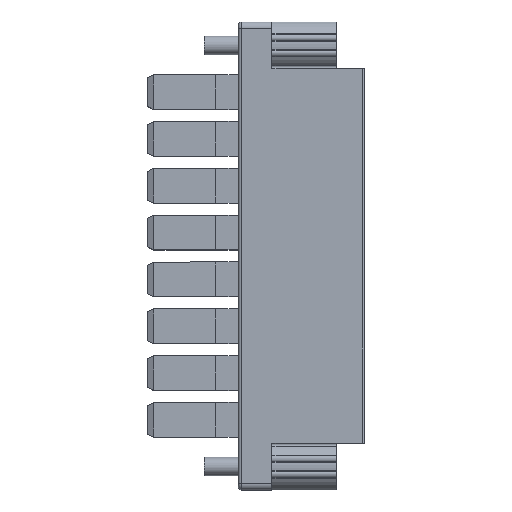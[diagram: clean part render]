
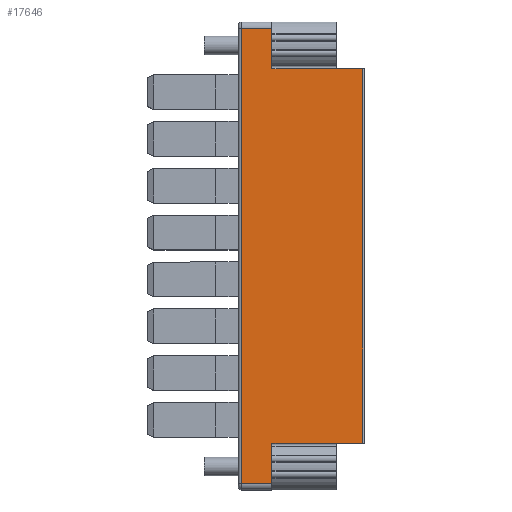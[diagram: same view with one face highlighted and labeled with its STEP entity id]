
A CAD part, top view. The second image highlights one B-rep face of the part: STEP entity #17646.
In plain terms, the highlighted planar face has unit normal (0, 0, 1).
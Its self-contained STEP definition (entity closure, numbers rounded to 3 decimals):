
#13=DIRECTION('',(1.,0.,0.));
#14=VECTOR('',#13,14.75);
#15=CARTESIAN_POINT('',(2.834,0.,9.079));
#16=LINE('',#15,#14);
#2395=DIRECTION('',(-1.,0.,0.));
#2396=VECTOR('',#2395,14.75);
#2397=CARTESIAN_POINT('',(17.584,60.91,9.079));
#2398=LINE('',#2397,#2396);
#2579=DIRECTION('',(0.,1.,0.));
#2580=VECTOR('',#2579,74.15);
#2581=CARTESIAN_POINT('',(-2.166,-6.62,
9.079));
#2582=LINE('',#2581,#2580);
#2583=DIRECTION('',(-1.,0.,0.));
#2584=VECTOR('',#2583,5.);
#2585=CARTESIAN_POINT('',(2.834,67.53,9.079));
#2586=LINE('',#2585,#2584);
#2587=DIRECTION('',(0.,-1.,0.));
#2588=VECTOR('',#2587,6.62);
#2589=CARTESIAN_POINT('',(2.834,67.53,9.079));
#2590=LINE('',#2589,#2588);
#2591=DIRECTION('',(0.,1.,0.));
#2592=VECTOR('',#2591,6.62);
#2593=CARTESIAN_POINT('',(2.834,-6.62,9.079));
#2594=LINE('',#2593,#2592);
#2595=DIRECTION('',(-1.,0.,0.));
#2596=VECTOR('',#2595,5.);
#2597=CARTESIAN_POINT('',(2.834,-6.62,9.079));
#2598=LINE('',#2597,#2596);
#3225=DIRECTION('',(0.,1.,0.));
#3226=VECTOR('',#3225,60.91);
#3227=CARTESIAN_POINT('',(17.584,0.,9.079));
#3228=LINE('',#3227,#3226);
#11427=CARTESIAN_POINT('',(17.584,0.,9.079));
#11428=VERTEX_POINT('',#11427);
#11447=CARTESIAN_POINT('',(17.584,60.91,9.079));
#11448=VERTEX_POINT('',#11447);
#13248=CARTESIAN_POINT('',(2.834,67.53,9.079));
#13249=CARTESIAN_POINT('',(2.834,60.91,9.079));
#13250=VERTEX_POINT('',#13248);
#13251=VERTEX_POINT('',#13249);
#13418=CARTESIAN_POINT('',(2.834,0.,9.079));
#13419=VERTEX_POINT('',#13418);
#13544=CARTESIAN_POINT('',(2.834,-6.62,
9.079));
#13545=VERTEX_POINT('',#13544);
#14286=CARTESIAN_POINT('',(-2.166,-6.62,
9.079));
#14287=VERTEX_POINT('',#14286);
#14290=CARTESIAN_POINT('',(-2.166,67.53,
9.079));
#14291=VERTEX_POINT('',#14290);
#17627=CARTESIAN_POINT('',(-2.166,0.,9.079));
#17628=DIRECTION('',(0.,0.,1.));
#17629=DIRECTION('',(1.,0.,0.));
#17630=AXIS2_PLACEMENT_3D('',#17627,#17628,#17629);
#17631=PLANE('',#17630);
#17633=ORIENTED_EDGE('',*,*,#17632,.T.);
#17634=ORIENTED_EDGE('',*,*,#17622,.F.);
#17635=ORIENTED_EDGE('',*,*,#17273,.T.);
#17636=ORIENTED_EDGE('',*,*,#17339,.F.);
#17638=ORIENTED_EDGE('',*,*,#17637,.F.);
#17639=ORIENTED_EDGE('',*,*,#14523,.F.);
#17641=ORIENTED_EDGE('',*,*,#17640,.F.);
#17643=ORIENTED_EDGE('',*,*,#17642,.T.);
#17644=EDGE_LOOP('',(#17633,#17634,#17635,#17636,#17638,#17639,#17641,#17643));
#17645=FACE_OUTER_BOUND('',#17644,.F.);
#17646=ADVANCED_FACE('',(#17645),#17631,.T.);
#14523=EDGE_CURVE('',#13419,#11428,#16,.T.);
#17273=EDGE_CURVE('',#13250,#13251,#2590,.T.);
#17339=EDGE_CURVE('',#11448,#13251,#2398,.T.);
#17622=EDGE_CURVE('',#13250,#14291,#2586,.T.);
#17632=EDGE_CURVE('',#14287,#14291,#2582,.T.);
#17637=EDGE_CURVE('',#11428,#11448,#3228,.T.);
#17640=EDGE_CURVE('',#13545,#13419,#2594,.T.);
#17642=EDGE_CURVE('',#13545,#14287,#2598,.T.);
